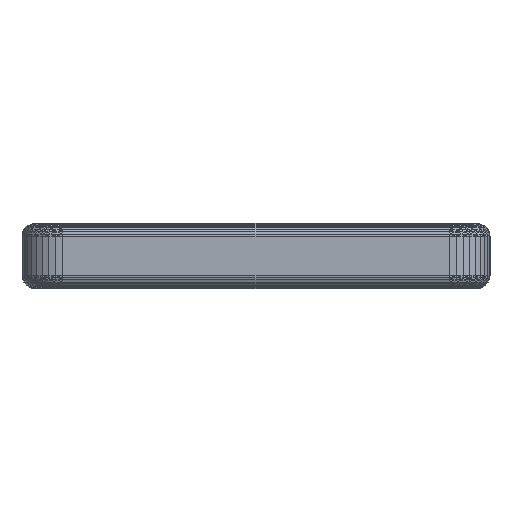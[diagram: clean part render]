
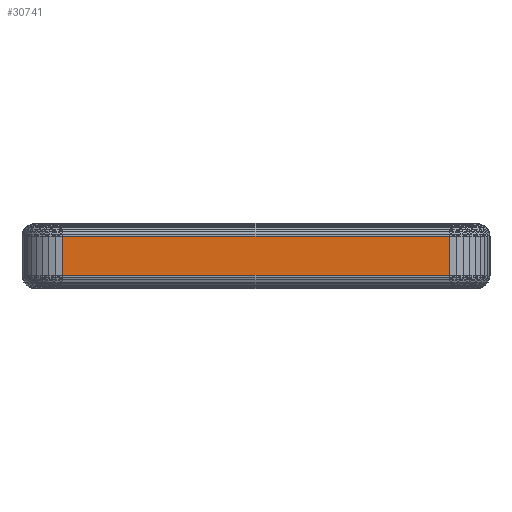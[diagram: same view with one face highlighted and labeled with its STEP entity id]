
A CAD part, front view. The second image highlights one B-rep face of the part: STEP entity #30741.
In plain terms, the highlighted planar face has unit normal (0, -1, 0).
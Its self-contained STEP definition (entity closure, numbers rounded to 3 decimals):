
#7734 = VERTEX_POINT('',#7735);
#7735 = CARTESIAN_POINT('',(17.78,-22.155,
    -1.8));
#12686 = VERTEX_POINT('',#12687);
#12687 = CARTESIAN_POINT('',(-17.78,-22.155,
    -1.8));
#13223 = EDGE_CURVE('',#12686,#13224,#13226,.T.);
#13224 = VERTEX_POINT('',#13225);
#13225 = CARTESIAN_POINT('',(-17.78,-22.155,
    1.8));
#13226 = LINE('',#13227,#13228);
#13227 = CARTESIAN_POINT('',(-17.78,-22.155,
    -1.8));
#13228 = VECTOR('',#13229,1.);
#13229 = DIRECTION('',(0.,0.,1.));
#30409 = VERTEX_POINT('',#30410);
#30410 = CARTESIAN_POINT('',(17.78,-22.155,
    1.8));
#30741 = ADVANCED_FACE('',(#30742),#30763,.T.);
#30742 = FACE_BOUND('',#30743,.T.);
#30743 = EDGE_LOOP('',(#30744,#30745,#30751,#30757));
#30744 = ORIENTED_EDGE('',*,*,#13223,.F.);
#30745 = ORIENTED_EDGE('',*,*,#30746,.F.);
#30746 = EDGE_CURVE('',#7734,#12686,#30747,.T.);
#30747 = LINE('',#30748,#30749);
#30748 = CARTESIAN_POINT('',(17.78,-22.155,
    -1.8));
#30749 = VECTOR('',#30750,1.);
#30750 = DIRECTION('',(-1.,0.,0.));
#30751 = ORIENTED_EDGE('',*,*,#30752,.T.);
#30752 = EDGE_CURVE('',#7734,#30409,#30753,.T.);
#30753 = LINE('',#30754,#30755);
#30754 = CARTESIAN_POINT('',(17.78,-22.155,
    -1.8));
#30755 = VECTOR('',#30756,1.);
#30756 = DIRECTION('',(0.,0.,1.));
#30757 = ORIENTED_EDGE('',*,*,#30758,.F.);
#30758 = EDGE_CURVE('',#13224,#30409,#30759,.T.);
#30759 = LINE('',#30760,#30761);
#30760 = CARTESIAN_POINT('',(-17.78,-22.155,
    1.8));
#30761 = VECTOR('',#30762,1.);
#30762 = DIRECTION('',(1.,0.,0.));
#30763 = PLANE('',#30764);
#30764 = AXIS2_PLACEMENT_3D('',#30765,#30766,#30767);
#30765 = CARTESIAN_POINT('',(0.,-22.155,0.));
#30766 = DIRECTION('',(-0.,-1.,-0.));
#30767 = DIRECTION('',(0.,0.,-1.));
